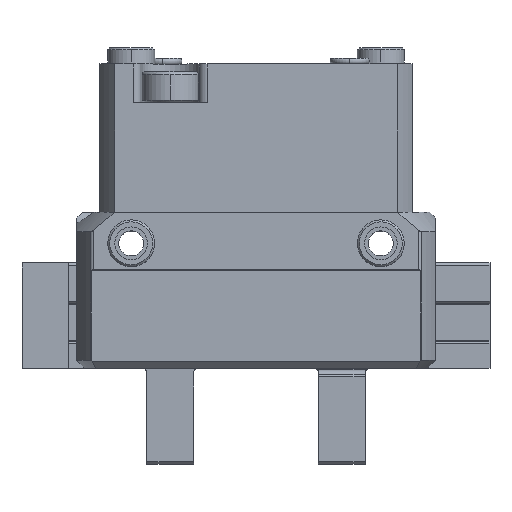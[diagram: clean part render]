
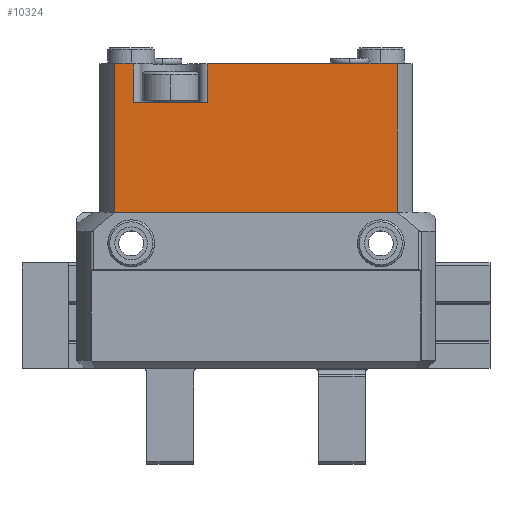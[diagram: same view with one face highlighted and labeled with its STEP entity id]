
A CAD part, top view. The second image highlights one B-rep face of the part: STEP entity #10324.
In plain terms, the highlighted planar face has unit normal (0, 0, 1).
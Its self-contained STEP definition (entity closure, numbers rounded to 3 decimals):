
#975 = CARTESIAN_POINT ( 'NONE',  ( -20., -5., 12.95 ) ) ;
#1985 = DIRECTION ( 'NONE',  ( 1., 0., 0. ) ) ;
#2137 = LINE ( 'NONE', #21845, #9485 ) ;
#2168 = VECTOR ( 'NONE', #3737, 1000. ) ;
#2520 = VECTOR ( 'NONE', #34288, 1000. ) ;
#2528 = DIRECTION ( 'NONE',  ( 0., 1., 0. ) ) ;
#2976 = DIRECTION ( 'NONE',  ( 0., 0., 1. ) ) ;
#3597 = VECTOR ( 'NONE', #6284, 1000. ) ;
#3640 = VECTOR ( 'NONE', #3730, 1000. ) ;
#3730 = DIRECTION ( 'NONE',  ( 1., 0., 0. ) ) ;
#3737 = DIRECTION ( 'NONE',  ( -1., 0., 0. ) ) ;
#4472 = LINE ( 'NONE', #14544, #3597 ) ;
#5033 = LINE ( 'NONE', #18549, #19751 ) ;
#6284 = DIRECTION ( 'NONE',  ( 1., 0., 0. ) ) ;
#6944 = AXIS2_PLACEMENT_3D ( 'NONE', #19588, #2976, #22313 ) ;
#8450 = PLANE ( 'NONE',  #6944 ) ;
#9485 = VECTOR ( 'NONE', #2528, 1000. ) ;
#9972 = ORIENTED_EDGE ( 'NONE', *, *, #11872, .T. ) ;
#10001 = LINE ( 'NONE', #11486, #24674 ) ;
#10324 = ADVANCED_FACE ( 'NONE', ( #27849 ), #8450, .T. ) ;
#11060 = ORIENTED_EDGE ( 'NONE', *, *, #31338, .F. ) ;
#11486 = CARTESIAN_POINT ( 'NONE',  ( -6.25, -19., 12.95 ) ) ;
#11872 = EDGE_CURVE ( 'NONE', #31533, #25266, #4472, .T. ) ;
#12308 = ORIENTED_EDGE ( 'NONE', *, *, #25119, .T. ) ;
#12553 = EDGE_LOOP ( 'NONE', ( #11060, #25527, #9972, #13831, #28594, #34812, #16306, #12308 ) ) ;
#13072 = DIRECTION ( 'NONE',  ( 0., -1., 0. ) ) ;
#13831 = ORIENTED_EDGE ( 'NONE', *, *, #23872, .F. ) ;
#14144 = CARTESIAN_POINT ( 'NONE',  ( -15.75, -5., 12.95 ) ) ;
#14544 = CARTESIAN_POINT ( 'NONE',  ( -20., -19., 12.95 ) ) ;
#14881 = EDGE_CURVE ( 'NONE', #23265, #31533, #23713, .T. ) ;
#14988 = CARTESIAN_POINT ( 'NONE',  ( -18.093, -19., 12.95 ) ) ;
#16306 = ORIENTED_EDGE ( 'NONE', *, *, #24911, .T. ) ;
#16858 = CARTESIAN_POINT ( 'NONE',  ( 18.093, 0., 12.95 ) ) ;
#18549 = CARTESIAN_POINT ( 'NONE',  ( 0., 0., 12.95 ) ) ;
#18711 = LINE ( 'NONE', #26814, #25130 ) ;
#18871 = EDGE_CURVE ( 'NONE', #20129, #27764, #5033, .T. ) ;
#19588 = CARTESIAN_POINT ( 'NONE',  ( -20., -19., 12.95 ) ) ;
#19751 = VECTOR ( 'NONE', #1985, 1000. ) ;
#19806 = CARTESIAN_POINT ( 'NONE',  ( 18.093, -19., 12.95 ) ) ;
#20099 = CARTESIAN_POINT ( 'NONE',  ( -6.25, -5., 12.95 ) ) ;
#20129 = VERTEX_POINT ( 'NONE', #31544 ) ;
#21151 = CARTESIAN_POINT ( 'NONE',  ( -18.093, 0., 12.95 ) ) ;
#21172 = VERTEX_POINT ( 'NONE', #14144 ) ;
#21845 = CARTESIAN_POINT ( 'NONE',  ( -15.75, -19., 12.95 ) ) ;
#22313 = DIRECTION ( 'NONE',  ( 1., 0., 0. ) ) ;
#23265 = VERTEX_POINT ( 'NONE', #21151 ) ;
#23713 = LINE ( 'NONE', #14988, #2520 ) ;
#23872 = EDGE_CURVE ( 'NONE', #27764, #25266, #18711, .T. ) ;
#24218 = LINE ( 'NONE', #975, #2168 ) ;
#24374 = CARTESIAN_POINT ( 'NONE',  ( -15.75, 0., 12.95 ) ) ;
#24674 = VECTOR ( 'NONE', #25208, 1000. ) ;
#24911 = EDGE_CURVE ( 'NONE', #26338, #21172, #24218, .T. ) ;
#25119 = EDGE_CURVE ( 'NONE', #21172, #35447, #2137, .T. ) ;
#25130 = VECTOR ( 'NONE', #13072, 1000. ) ;
#25208 = DIRECTION ( 'NONE',  ( 0., -1., 0. ) ) ;
#25266 = VERTEX_POINT ( 'NONE', #19806 ) ;
#25527 = ORIENTED_EDGE ( 'NONE', *, *, #14881, .T. ) ;
#26338 = VERTEX_POINT ( 'NONE', #20099 ) ;
#26814 = CARTESIAN_POINT ( 'NONE',  ( 18.093, 0., 12.95 ) ) ;
#27764 = VERTEX_POINT ( 'NONE', #16858 ) ;
#27777 = CARTESIAN_POINT ( 'NONE',  ( -18.093, -19., 12.95 ) ) ;
#27849 = FACE_OUTER_BOUND ( 'NONE', #12553, .T. ) ;
#28389 = CARTESIAN_POINT ( 'NONE',  ( 0., 0., 12.95 ) ) ;
#28594 = ORIENTED_EDGE ( 'NONE', *, *, #18871, .F. ) ;
#31338 = EDGE_CURVE ( 'NONE', #23265, #35447, #33049, .T. ) ;
#31533 = VERTEX_POINT ( 'NONE', #27777 ) ;
#31544 = CARTESIAN_POINT ( 'NONE',  ( -6.25, 0., 12.95 ) ) ;
#32505 = EDGE_CURVE ( 'NONE', #20129, #26338, #10001, .T. ) ;
#33049 = LINE ( 'NONE', #28389, #3640 ) ;
#34288 = DIRECTION ( 'NONE',  ( 0., -1., 0. ) ) ;
#34812 = ORIENTED_EDGE ( 'NONE', *, *, #32505, .T. ) ;
#35447 = VERTEX_POINT ( 'NONE', #24374 ) ;
